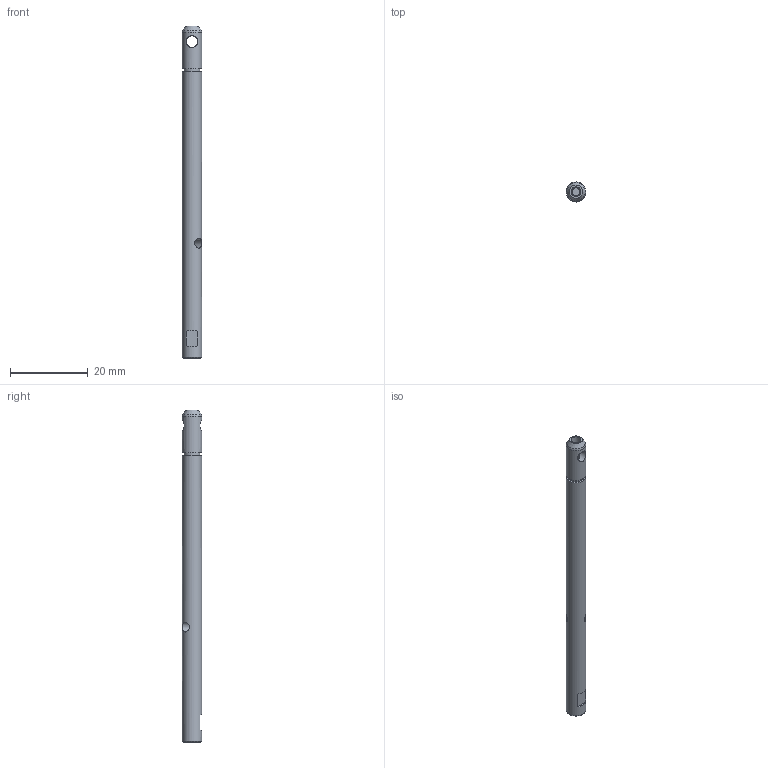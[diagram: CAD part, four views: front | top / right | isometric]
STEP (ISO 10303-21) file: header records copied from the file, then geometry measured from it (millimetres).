
FILE_DESCRIPTION(/* description */ (''),/* implementation_level */ '2;1');
FILE_NAME(/* name */ 'TC-SHAFT 1.5.step',/* time_stamp */ '2019-04-11T09:48:07+01:00',/* author */ ('gregY6MPL'),/* organization */ (''),/* preprocessor_version */ 'ST-DEVELOPER v18',/* originating_system */ 'Autodesk Translation Framework v8.2.0.1029',/* authorisation */ '');
FILE_SCHEMA (('AUTOMOTIVE_DESIGN { 1 0 10303 214 3 1 1 }'));
Length unit declared in the file: millimetre
Products named in the file (2): TC-SHAFT; Arm Shaft
Assembly tree (1 placements, depth 2):
  TC-SHAFT
    Arm Shaft
Bounding box: 5 x 5 x 85.25 mm (x, y, z)
Volume: 1553.2 mm3; surface area: 1496.5 mm2
Topology: 1 solids, 1 shells, 20 faces, 42 edges, 29 vertices
Faces by surface type: plane 9, cylinder 8, cone 2, torus 1
Full cylindrical faces by diameter (mm): 2 x1, 2.529 x3, 3 x1, 4 x1, 5 x2
Entity records: 815 total; most frequent: CARTESIAN_POINT 307, DIRECTION 94, ORIENTED_EDGE 84, EDGE_CURVE 42, AXIS2_PLACEMENT_3D 40, EDGE_LOOP 31, VERTEX_POINT 29, FACE_OUTER_BOUND 20
